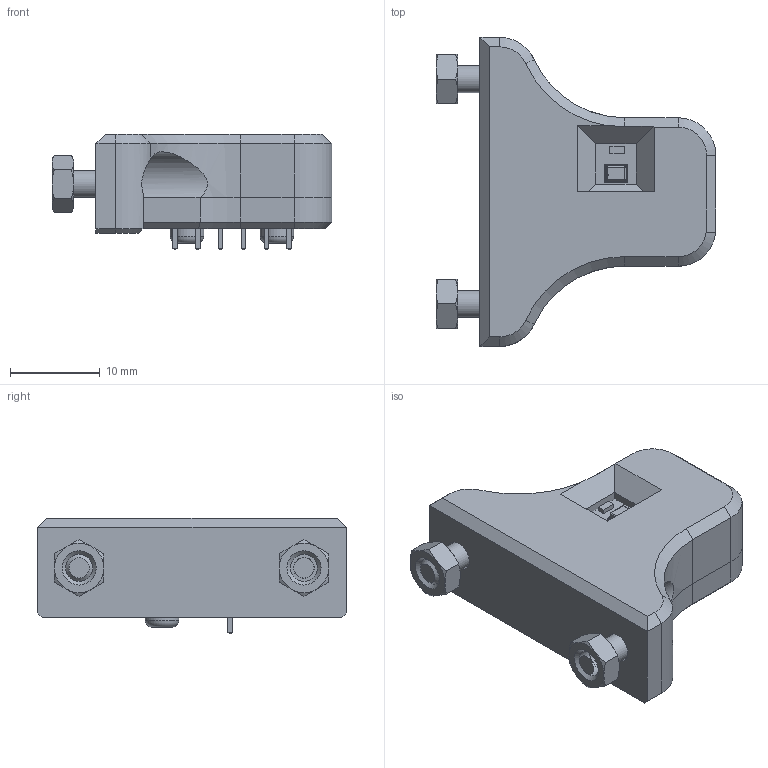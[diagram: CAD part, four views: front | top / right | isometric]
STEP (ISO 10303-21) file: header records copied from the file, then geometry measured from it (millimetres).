
FILE_DESCRIPTION(/* description */ (''),/* implementation_level */ '2;1');
FILE_NAME(/* name */ 'BME280-sensor-bracket-case.step',/* time_stamp */ '2021-01-23T12:52:10-05:00',/* author */ (''),/* organization */ (''),/* preprocessor_version */ 'ST-DEVELOPER v18.1',/* originating_system */ 'Autodesk Translation Framework v9.7.0.1280',/* authorisation */ '');
FILE_SCHEMA (('AUTOMOTIVE_DESIGN { 1 0 10303 214 3 1 1 }'));
Length unit declared in the file: millimetre
Products named in the file (10): BME280-sensor-bracket-case; M3x8 BHCS_92095A201; M3x8 BHCS_92095A201 (1); M2x10 self tapping screw for plastic (1); M2x10 self tapping screw for plastic; M3_Hex_Nut v1; M3_Hex_Nut v1 (1); BME280_SENSOR_MODULE_WITH_HEADER; BME280-Case-Mount; BME280-Case-Cover
Assembly tree (9 placements, depth 2):
  BME280-sensor-bracket-case
    M3x8 BHCS_92095A201
    M3x8 BHCS_92095A201 (1)
    M2x10 self tapping screw for plastic (1)
    M2x10 self tapping screw for plastic
    M3_Hex_Nut v1
    M3_Hex_Nut v1 (1)
    BME280_SENSOR_MODULE_WITH_HEADER
    BME280-Case-Mount
    BME280-Case-Cover
Bounding box: 31.12 x 34.35 x 12.79 mm (x, y, z)
Volume: 5118.3 mm3; surface area: 5446.5 mm2
Topology: 22 solids, 22 shells, 577 faces, 1384 edges, 870 vertices
Faces by surface type: plane 311, cylinder 141, cone 60, bspline 53, sphere 6, torus 6
Full cylindrical faces by diameter (mm): 0.12 x1, 0.8 x6, 1.28 x22, 2 x4, 2.2 x18, 2.9 x2, 3 x6, 3.3 x1, 3.75 x2, 5.7 x2, 7.15 x2
Entity records: 22115 total; most frequent: CARTESIAN_POINT 8943, ORIENTED_EDGE 2760, DIRECTION 2487, EDGE_CURVE 1380, VERTEX_POINT 870, LINE 833, VECTOR 833, AXIS2_PLACEMENT_3D 827
